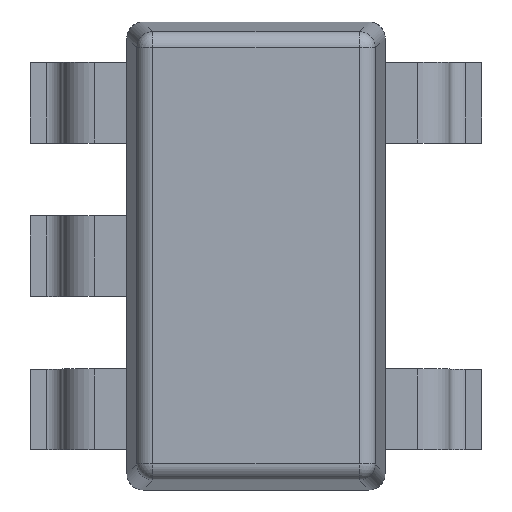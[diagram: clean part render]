
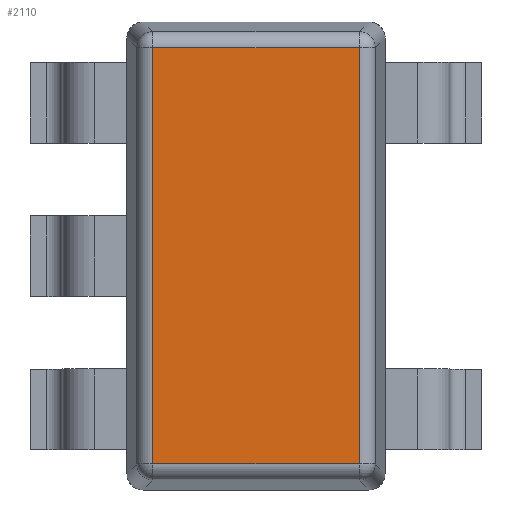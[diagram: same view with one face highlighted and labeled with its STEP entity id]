
A CAD part, top view. The second image highlights one B-rep face of the part: STEP entity #2110.
In plain terms, the highlighted planar face has unit normal (0, 0, 1).
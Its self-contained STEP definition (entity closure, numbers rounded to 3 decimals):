
#1934 = VERTEX_POINT('',#1935);
#1935 = CARTESIAN_POINT('',(0.16,0.16,1.45));
#1942 = EDGE_CURVE('',#1934,#1943,#1945,.T.);
#1943 = VERTEX_POINT('',#1944);
#1944 = CARTESIAN_POINT('',(0.16,2.74,1.45));
#1945 = LINE('',#1946,#1947);
#1946 = CARTESIAN_POINT('',(0.16,0.07,1.45));
#1947 = VECTOR('',#1948,1.);
#1948 = DIRECTION('',(0.,1.,0.));
#1985 = VERTEX_POINT('',#1986);
#1986 = CARTESIAN_POINT('',(1.44,0.16,1.45));
#1993 = EDGE_CURVE('',#1934,#1985,#1994,.T.);
#1994 = LINE('',#1995,#1996);
#1995 = CARTESIAN_POINT('',(0.07,0.16,1.45));
#1996 = VECTOR('',#1997,1.);
#1997 = DIRECTION('',(1.,0.,0.));
#2039 = EDGE_CURVE('',#1943,#2040,#2042,.T.);
#2040 = VERTEX_POINT('',#2041);
#2041 = CARTESIAN_POINT('',(1.44,2.74,1.45));
#2042 = LINE('',#2043,#2044);
#2043 = CARTESIAN_POINT('',(0.07,2.74,1.45));
#2044 = VECTOR('',#2045,1.);
#2045 = DIRECTION('',(1.,0.,0.));
#2070 = EDGE_CURVE('',#1985,#2040,#2071,.T.);
#2071 = LINE('',#2072,#2073);
#2072 = CARTESIAN_POINT('',(1.44,0.07,1.45));
#2073 = VECTOR('',#2074,1.);
#2074 = DIRECTION('',(0.,1.,0.));
#2110 = ADVANCED_FACE('',(#2111),#2117,.T.);
#2111 = FACE_BOUND('',#2112,.T.);
#2112 = EDGE_LOOP('',(#2113,#2114,#2115,#2116));
#2113 = ORIENTED_EDGE('',*,*,#1942,.F.);
#2114 = ORIENTED_EDGE('',*,*,#1993,.T.);
#2115 = ORIENTED_EDGE('',*,*,#2070,.T.);
#2116 = ORIENTED_EDGE('',*,*,#2039,.F.);
#2117 = PLANE('',#2118);
#2118 = AXIS2_PLACEMENT_3D('',#2119,#2120,#2121);
#2119 = CARTESIAN_POINT('',(0.,0.,1.45));
#2120 = DIRECTION('',(0.,0.,1.));
#2121 = DIRECTION('',(1.,0.,0.));
